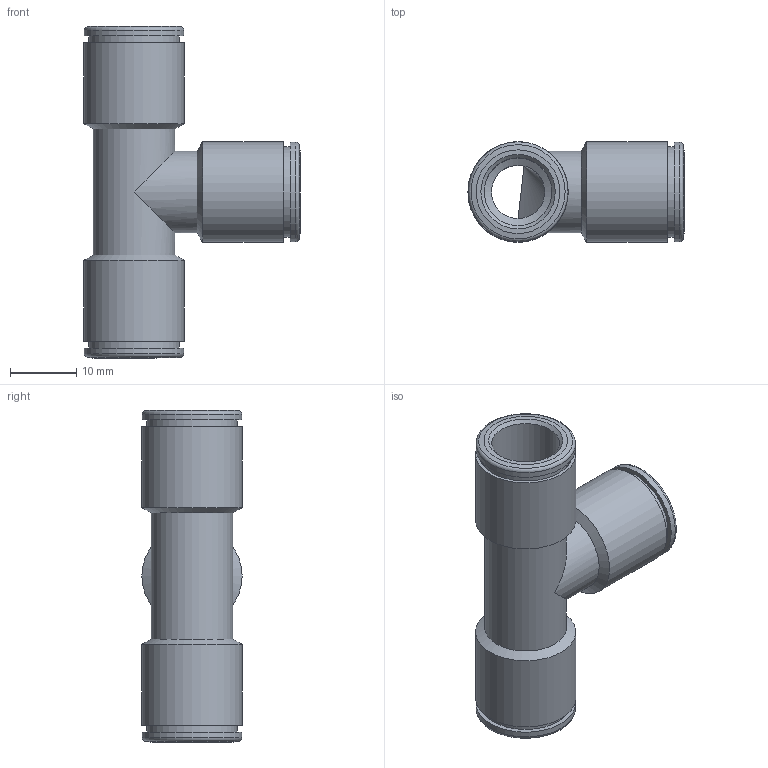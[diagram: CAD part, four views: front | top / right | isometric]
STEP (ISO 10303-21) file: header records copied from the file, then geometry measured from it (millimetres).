
FILE_DESCRIPTION(/* description */ (''),/* implementation_level */ '2;1');
FILE_NAME(/* name */ 'V200505_IPSO_05FKM_10_31.07.2015',/* time_stamp */ '2015-07-31T14:44:10+02:00',/* author */ (''),/* organization */ ('sopra-pneumatic'),/* preprocessor_version */ 'ST-DEVELOPER v14',/* originating_system */ 'HiCAD 2013 1802.4 Build 509',/* authorisation */ '');
FILE_SCHEMA (('AUTOMOTIVE_DESIGN { 1 0 10303 214 1 1 1 1 }'));
Length unit declared in the file: millimetre
Products named in the file (5): Root; DR10-N; R200505-i1
Assembly tree (4 placements, depth 2):
  Root
    DR10-N
    DR10-N
    DR10-N
    R200505-i1
Bounding box: 32.55 x 15.1 x 50 mm (x, y, z)
Volume: 4676 mm3; surface area: 7787.3 mm2
Topology: 4 solids, 4 shells, 73 faces, 147 edges, 87 vertices
Faces by surface type: cylinder 28, cone 27, plane 15, torus 3
Full cylindrical faces by diameter (mm): 8 x2, 10.2 x6, 12.3 x5, 13 x3, 13.6 x3, 13.7 x3, 15 x3, 15.1 x3
Entity records: 2379 total; most frequent: DIRECTION 314, CARTESIAN_POINT 233, AXIS2_PLACEMENT_3D 157, PRESENTATION_STYLE_ASSIGNMENT 156, COLOUR_RGB 153, DRAUGHTING_PRE_DEFINED_CURVE_FONT 152, CURVE_STYLE 152, OVER_RIDING_STYLED_ITEM 152
